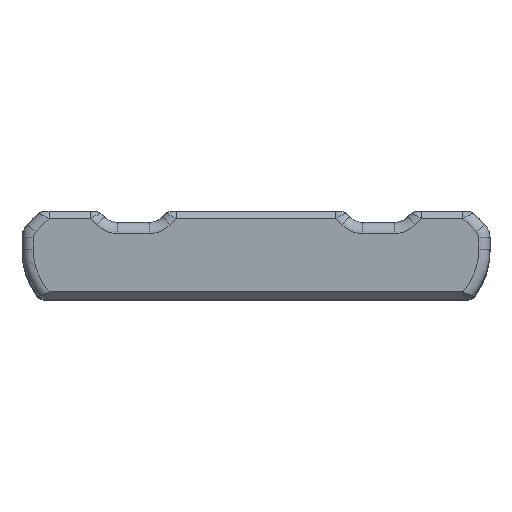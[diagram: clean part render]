
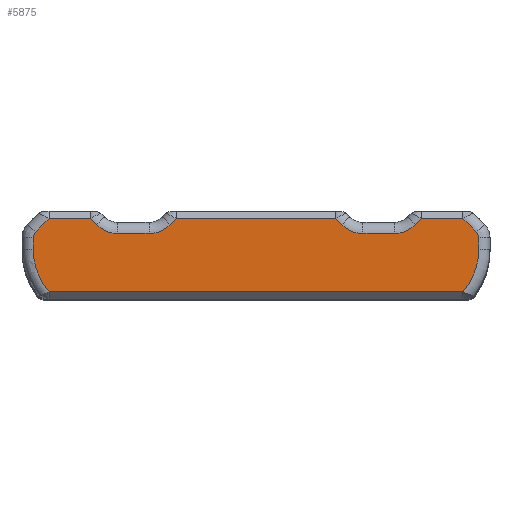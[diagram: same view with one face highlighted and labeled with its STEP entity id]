
A CAD part, top view. The second image highlights one B-rep face of the part: STEP entity #5875.
In plain terms, the highlighted planar face has unit normal (0, 0, 1).
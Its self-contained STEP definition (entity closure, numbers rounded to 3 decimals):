
#842=LINE('',#9399,#1260);
#843=LINE('',#9403,#1261);
#844=LINE('',#9405,#1262);
#845=LINE('',#9407,#1263);
#846=LINE('',#9411,#1264);
#847=LINE('',#9415,#1265);
#848=LINE('',#9417,#1266);
#849=LINE('',#9419,#1267);
#850=LINE('',#9423,#1268);
#851=LINE('',#9427,#1269);
#852=LINE('',#9429,#1270);
#853=LINE('',#9431,#1271);
#854=LINE('',#9435,#1272);
#855=LINE('',#9438,#1273);
#1260=VECTOR('',#7181,0.64);
#1261=VECTOR('',#7184,1.034);
#1262=VECTOR('',#7185,2.203);
#1263=VECTOR('',#7186,0.469);
#1264=VECTOR('',#7189,1.672);
#1265=VECTOR('',#7192,0.469);
#1266=VECTOR('',#7193,8.503);
#1267=VECTOR('',#7194,0.469);
#1268=VECTOR('',#7197,1.672);
#1269=VECTOR('',#7200,0.469);
#1270=VECTOR('',#7201,2.203);
#1271=VECTOR('',#7202,1.034);
#1272=VECTOR('',#7205,0.64);
#1273=VECTOR('',#7208,22.106);
#1623=FACE_OUTER_BOUND('',#1996,.T.);
#1996=EDGE_LOOP('',(#4194,#4195,#4196,#4197,#4198,#4199,#4200,#4201,#4202,
#4203,#4204,#4205,#4206,#4207,#4208,#4209,#4210,#4211,#4212,#4213,#4214,
#4215));
#2379=CIRCLE('',#6315,3.4);
#2380=CIRCLE('',#6316,0.4);
#2381=CIRCLE('',#6317,1.6);
#2382=CIRCLE('',#6318,1.6);
#2383=CIRCLE('',#6319,1.6);
#2384=CIRCLE('',#6320,1.6);
#2385=CIRCLE('',#6321,0.4);
#2386=CIRCLE('',#6322,3.4);
#2817=VERTEX_POINT('',#9395);
#2818=VERTEX_POINT('',#9396);
#2819=VERTEX_POINT('',#9398);
#2820=VERTEX_POINT('',#9400);
#2821=VERTEX_POINT('',#9402);
#2822=VERTEX_POINT('',#9404);
#2823=VERTEX_POINT('',#9406);
#2824=VERTEX_POINT('',#9408);
#2825=VERTEX_POINT('',#9410);
#2826=VERTEX_POINT('',#9412);
#2827=VERTEX_POINT('',#9414);
#2828=VERTEX_POINT('',#9416);
#2829=VERTEX_POINT('',#9418);
#2830=VERTEX_POINT('',#9420);
#2831=VERTEX_POINT('',#9422);
#2832=VERTEX_POINT('',#9424);
#2833=VERTEX_POINT('',#9426);
#2834=VERTEX_POINT('',#9428);
#2835=VERTEX_POINT('',#9430);
#2836=VERTEX_POINT('',#9432);
#2837=VERTEX_POINT('',#9434);
#2838=VERTEX_POINT('',#9436);
#3320=EDGE_CURVE('',#2817,#2818,#2379,.F.);
#3321=EDGE_CURVE('',#2819,#2817,#842,.T.);
#3322=EDGE_CURVE('',#2820,#2819,#2380,.F.);
#3323=EDGE_CURVE('',#2821,#2820,#843,.T.);
#3324=EDGE_CURVE('',#2822,#2821,#844,.T.);
#3325=EDGE_CURVE('',#2823,#2822,#845,.F.);
#3326=EDGE_CURVE('',#2824,#2823,#2381,.T.);
#3327=EDGE_CURVE('',#2825,#2824,#846,.F.);
#3328=EDGE_CURVE('',#2826,#2825,#2382,.T.);
#3329=EDGE_CURVE('',#2827,#2826,#847,.F.);
#3330=EDGE_CURVE('',#2828,#2827,#848,.T.);
#3331=EDGE_CURVE('',#2829,#2828,#849,.F.);
#3332=EDGE_CURVE('',#2830,#2829,#2383,.T.);
#3333=EDGE_CURVE('',#2831,#2830,#850,.F.);
#3334=EDGE_CURVE('',#2832,#2831,#2384,.T.);
#3335=EDGE_CURVE('',#2833,#2832,#851,.F.);
#3336=EDGE_CURVE('',#2834,#2833,#852,.T.);
#3337=EDGE_CURVE('',#2835,#2834,#853,.F.);
#3338=EDGE_CURVE('',#2836,#2835,#2385,.F.);
#3339=EDGE_CURVE('',#2837,#2836,#854,.F.);
#3340=EDGE_CURVE('',#2838,#2837,#2386,.F.);
#3341=EDGE_CURVE('',#2818,#2838,#855,.T.);
#4194=ORIENTED_EDGE('',*,*,#3320,.F.);
#4195=ORIENTED_EDGE('',*,*,#3321,.F.);
#4196=ORIENTED_EDGE('',*,*,#3322,.F.);
#4197=ORIENTED_EDGE('',*,*,#3323,.F.);
#4198=ORIENTED_EDGE('',*,*,#3324,.F.);
#4199=ORIENTED_EDGE('',*,*,#3325,.F.);
#4200=ORIENTED_EDGE('',*,*,#3326,.F.);
#4201=ORIENTED_EDGE('',*,*,#3327,.F.);
#4202=ORIENTED_EDGE('',*,*,#3328,.F.);
#4203=ORIENTED_EDGE('',*,*,#3329,.F.);
#4204=ORIENTED_EDGE('',*,*,#3330,.F.);
#4205=ORIENTED_EDGE('',*,*,#3331,.F.);
#4206=ORIENTED_EDGE('',*,*,#3332,.F.);
#4207=ORIENTED_EDGE('',*,*,#3333,.F.);
#4208=ORIENTED_EDGE('',*,*,#3334,.F.);
#4209=ORIENTED_EDGE('',*,*,#3335,.F.);
#4210=ORIENTED_EDGE('',*,*,#3336,.F.);
#4211=ORIENTED_EDGE('',*,*,#3337,.F.);
#4212=ORIENTED_EDGE('',*,*,#3338,.F.);
#4213=ORIENTED_EDGE('',*,*,#3339,.F.);
#4214=ORIENTED_EDGE('',*,*,#3340,.F.);
#4215=ORIENTED_EDGE('',*,*,#3341,.F.);
#5764=PLANE('',#6314);
#5875=ADVANCED_FACE('',(#1623),#5764,.T.);
#6314=AXIS2_PLACEMENT_3D('',#9394,#7177,#7178);
#6315=AXIS2_PLACEMENT_3D('',#9397,#7179,#7180);
#6316=AXIS2_PLACEMENT_3D('',#9401,#7182,#7183);
#6317=AXIS2_PLACEMENT_3D('',#9409,#7187,#7188);
#6318=AXIS2_PLACEMENT_3D('',#9413,#7190,#7191);
#6319=AXIS2_PLACEMENT_3D('',#9421,#7195,#7196);
#6320=AXIS2_PLACEMENT_3D('',#9425,#7198,#7199);
#6321=AXIS2_PLACEMENT_3D('',#9433,#7203,#7204);
#6322=AXIS2_PLACEMENT_3D('',#9437,#7206,#7207);
#7177=DIRECTION('center_axis',(0.,0.,1.));
#7178=DIRECTION('ref_axis',(1.,0.,0.));
#7179=DIRECTION('center_axis',(0.,0.,1.));
#7180=DIRECTION('ref_axis',(1.,0.,0.));
#7181=DIRECTION('',(0.,-1.,0.));
#7182=DIRECTION('center_axis',(0.,0.,1.));
#7183=DIRECTION('ref_axis',(1.,0.,0.));
#7184=DIRECTION('',(0.707,-0.707,0.));
#7185=DIRECTION('',(1.,0.,0.));
#7186=DIRECTION('',(-0.707,-0.707,0.));
#7187=DIRECTION('center_axis',(0.,0.,1.));
#7188=DIRECTION('ref_axis',(1.,0.,0.));
#7189=DIRECTION('',(-1.,0.,0.));
#7190=DIRECTION('center_axis',(0.,0.,1.));
#7191=DIRECTION('ref_axis',(1.,0.,0.));
#7192=DIRECTION('',(-0.707,0.707,0.));
#7193=DIRECTION('',(1.,0.,0.));
#7194=DIRECTION('',(-0.707,-0.707,0.));
#7195=DIRECTION('center_axis',(0.,0.,1.));
#7196=DIRECTION('ref_axis',(1.,0.,0.));
#7197=DIRECTION('',(-1.,0.,0.));
#7198=DIRECTION('center_axis',(0.,0.,1.));
#7199=DIRECTION('ref_axis',(1.,0.,0.));
#7200=DIRECTION('',(-0.707,0.707,0.));
#7201=DIRECTION('',(1.,0.,0.));
#7202=DIRECTION('',(-0.707,-0.707,0.));
#7203=DIRECTION('center_axis',(0.,0.,1.));
#7204=DIRECTION('ref_axis',(1.,0.,0.));
#7205=DIRECTION('',(0.,-1.,0.));
#7206=DIRECTION('center_axis',(0.,0.,1.));
#7207=DIRECTION('ref_axis',(1.,0.,0.));
#7208=DIRECTION('',(-1.,0.,0.));
#9394=CARTESIAN_POINT('Origin',(-15.,-12.75,-237.5));
#9395=CARTESIAN_POINT('',(9.4,-14.804,-237.5));
#9396=CARTESIAN_POINT('',(8.553,-17.05,-237.5));
#9397=CARTESIAN_POINT('Origin',(6.,-14.804,-237.5));
#9398=CARTESIAN_POINT('',(9.4,-14.164,-237.5));
#9399=CARTESIAN_POINT('',(9.4,-14.164,-237.5));
#9400=CARTESIAN_POINT('',(9.283,-13.881,-237.5));
#9401=CARTESIAN_POINT('Origin',(9.,-14.164,-237.5));
#9402=CARTESIAN_POINT('',(8.551,-13.15,-237.5));
#9403=CARTESIAN_POINT('',(8.551,-13.15,-237.5));
#9404=CARTESIAN_POINT('',(6.349,-13.15,-237.5));
#9405=CARTESIAN_POINT('',(6.349,-13.15,-237.5));
#9406=CARTESIAN_POINT('',(6.017,-13.481,-237.5));
#9407=CARTESIAN_POINT('',(6.349,-13.15,-237.5));
#9408=CARTESIAN_POINT('',(4.886,-13.95,-237.5));
#9409=CARTESIAN_POINT('Origin',(4.886,-12.35,-237.5));
#9410=CARTESIAN_POINT('',(3.214,-13.95,-237.5));
#9411=CARTESIAN_POINT('',(4.886,-13.95,-237.5));
#9412=CARTESIAN_POINT('',(2.083,-13.481,-237.5));
#9413=CARTESIAN_POINT('Origin',(3.214,-12.35,-237.5));
#9414=CARTESIAN_POINT('',(1.751,-13.15,-237.5));
#9415=CARTESIAN_POINT('',(2.083,-13.481,-237.5));
#9416=CARTESIAN_POINT('',(-6.751,-13.15,-237.5));
#9417=CARTESIAN_POINT('',(-6.751,-13.15,-237.5));
#9418=CARTESIAN_POINT('',(-7.083,-13.481,-237.5));
#9419=CARTESIAN_POINT('',(-6.751,-13.15,-237.5));
#9420=CARTESIAN_POINT('',(-8.214,-13.95,-237.5));
#9421=CARTESIAN_POINT('Origin',(-8.214,-12.35,-237.5));
#9422=CARTESIAN_POINT('',(-9.886,-13.95,-237.5));
#9423=CARTESIAN_POINT('',(-8.214,-13.95,-237.5));
#9424=CARTESIAN_POINT('',(-11.017,-13.481,-237.5));
#9425=CARTESIAN_POINT('Origin',(-9.886,-12.35,-237.5));
#9426=CARTESIAN_POINT('',(-11.349,-13.15,-237.5));
#9427=CARTESIAN_POINT('',(-11.017,-13.481,-237.5));
#9428=CARTESIAN_POINT('',(-13.551,-13.15,-237.5));
#9429=CARTESIAN_POINT('',(-13.551,-13.15,-237.5));
#9430=CARTESIAN_POINT('',(-14.283,-13.881,-237.5));
#9431=CARTESIAN_POINT('',(-13.551,-13.15,-237.5));
#9432=CARTESIAN_POINT('',(-14.4,-14.164,-237.5));
#9433=CARTESIAN_POINT('Origin',(-14.,-14.164,-237.5));
#9434=CARTESIAN_POINT('',(-14.4,-14.804,-237.5));
#9435=CARTESIAN_POINT('',(-14.4,-14.164,-237.5));
#9436=CARTESIAN_POINT('',(-13.553,-17.05,-237.5));
#9437=CARTESIAN_POINT('Origin',(-11.,-14.804,-237.5));
#9438=CARTESIAN_POINT('',(8.553,-17.05,-237.5));
